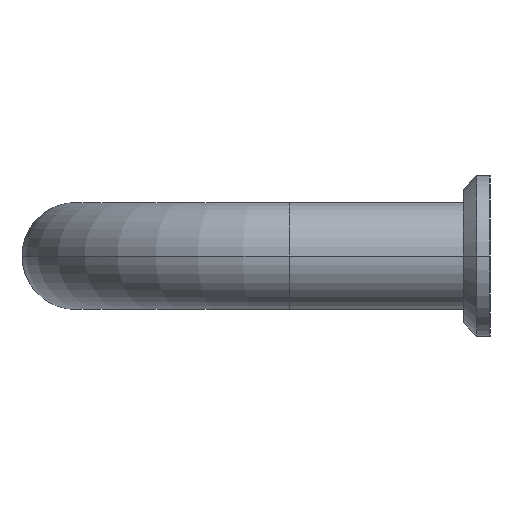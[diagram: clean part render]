
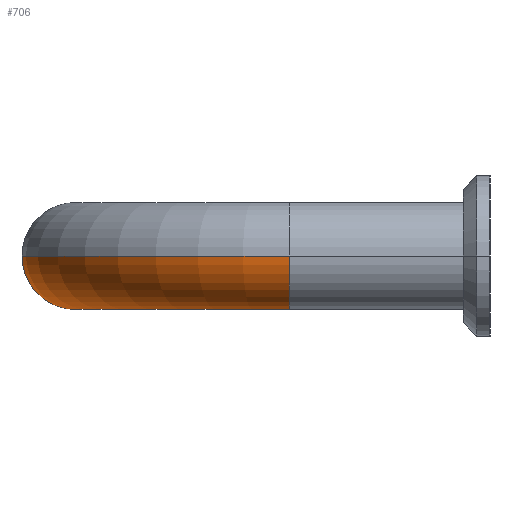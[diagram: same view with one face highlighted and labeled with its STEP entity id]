
A CAD part, left-side view. The second image highlights one B-rep face of the part: STEP entity #706.
In plain terms, the highlighted toroidal (fillet/blend) face has major radius 16 mm and minor radius 4 mm.
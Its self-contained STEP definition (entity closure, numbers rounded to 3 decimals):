
#316=VERTEX_POINT('',#827);
#338=VERTEX_POINT('',#851);
#366=EDGE_CURVE('',#488,#338,#880,.T.);
#398=EDGE_CURVE('',#488,#316,#912,.T.);
#404=EDGE_CURVE('',#532,#316,#919,.T.);
#482=EDGE_CURVE('',#338,#590,#1001,.T.);
#488=VERTEX_POINT('',#1009);
#532=VERTEX_POINT('',#1058);
#590=VERTEX_POINT('',#1123);
#706=ADVANCED_FACE('',(#1264),#1265,.T.);
#720=EDGE_CURVE('',#590,#532,#1282,.T.);
#827=CARTESIAN_POINT('',(-4.0,15.0,0.));
#851=CARTESIAN_POINT('',(16.0,27.0,0.));
#880=CIRCLE('',#1474,12.0);
#912=CIRCLE('',#1519,4.0);
#919=CIRCLE('',#1527,20.0);
#1001=CIRCLE('',#1640,4.0);
#1009=CARTESIAN_POINT('',(4.0,15.0,0.0));
#1058=CARTESIAN_POINT('',(16.0,35.0,0.));
#1123=CARTESIAN_POINT('',(16.0,31.0,-4.0));
#1264=FACE_OUTER_BOUND('',#1974,.T.);
#1265=TOROIDAL_SURFACE('',#1975,16.0,4.0);
#1282=CIRCLE('',#1996,4.0);
#1474=AXIS2_PLACEMENT_3D('',#2176,#2177,#2178);
#1519=AXIS2_PLACEMENT_3D('',#2195,#2196,#2197);
#1527=AXIS2_PLACEMENT_3D('',#2206,#2207,#2208);
#1640=AXIS2_PLACEMENT_3D('',#2291,#2292,#2293);
#1974=EDGE_LOOP('',(#2646,#2647,#2648,#2649,#2650));
#1975=AXIS2_PLACEMENT_3D('',#2651,#2652,#2653);
#1996=AXIS2_PLACEMENT_3D('',#2682,#2683,#2684);
#2176=CARTESIAN_POINT('',(16.0,15.0,0.));
#2177=DIRECTION('',(0.0,0.0,-1.0));
#2178=DIRECTION('',(1.0,0.0,0.0));
#2195=CARTESIAN_POINT('',(0.0,15.0,0.0));
#2196=DIRECTION('',(-0.0,1.0,0.0));
#2197=DIRECTION('',(1.0,0.0,0.0));
#2206=CARTESIAN_POINT('',(16.0,15.0,0.));
#2207=DIRECTION('',(0.0,0.0,1.0));
#2208=DIRECTION('',(1.0,0.0,0.0));
#2291=CARTESIAN_POINT('',(16.0,31.0,0.0));
#2292=DIRECTION('',(1.0,0.0,0.0));
#2293=DIRECTION('',(0.0,1.0,0.0));
#2646=ORIENTED_EDGE('',*,*,#404,.F.);
#2647=ORIENTED_EDGE('',*,*,#720,.F.);
#2648=ORIENTED_EDGE('',*,*,#482,.F.);
#2649=ORIENTED_EDGE('',*,*,#366,.F.);
#2650=ORIENTED_EDGE('',*,*,#398,.T.);
#2651=CARTESIAN_POINT('',(16.0,15.0,0.0));
#2652=DIRECTION('',(0.0,0.0,1.0));
#2653=DIRECTION('',(1.0,0.0,0.0));
#2682=CARTESIAN_POINT('',(16.0,31.0,0.0));
#2683=DIRECTION('',(1.0,0.0,0.0));
#2684=DIRECTION('',(0.0,1.0,0.0));
